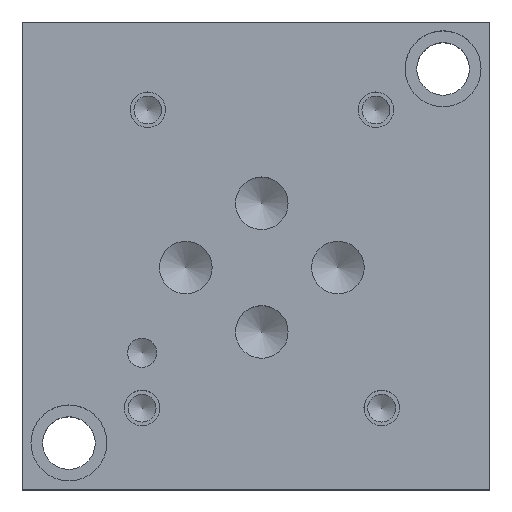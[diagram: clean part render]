
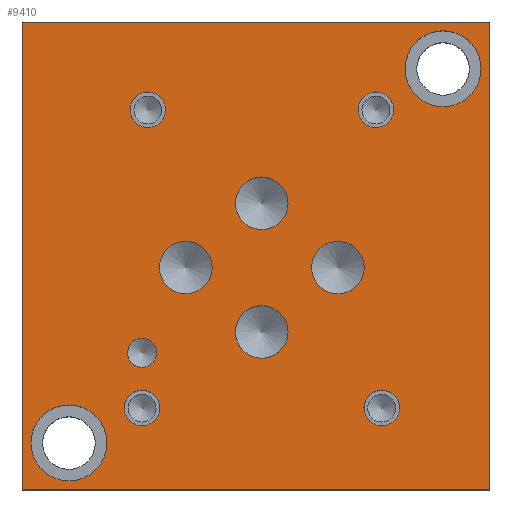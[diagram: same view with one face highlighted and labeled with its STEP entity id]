
A CAD part, top view. The second image highlights one B-rep face of the part: STEP entity #9410.
In plain terms, the highlighted planar face has unit normal (0, 0, 1).
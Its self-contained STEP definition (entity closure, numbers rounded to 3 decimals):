
#160=CIRCLE('',#9809,3.569);
#161=CIRCLE('',#9810,3.569);
#164=CIRCLE('',#9815,3.569);
#165=CIRCLE('',#9816,3.569);
#168=CIRCLE('',#9821,3.569);
#169=CIRCLE('',#9822,3.569);
#172=CIRCLE('',#9827,3.569);
#173=CIRCLE('',#9828,3.569);
#176=CIRCLE('',#9833,1.981);
#177=CIRCLE('',#9834,1.981);
#183=CIRCLE('',#9843,2.413);
#184=CIRCLE('',#9844,2.413);
#190=CIRCLE('',#9854,2.413);
#191=CIRCLE('',#9855,2.413);
#197=CIRCLE('',#9865,2.413);
#198=CIRCLE('',#9866,2.413);
#204=CIRCLE('',#9876,2.413);
#205=CIRCLE('',#9877,2.413);
#209=CIRCLE('',#9884,5.156);
#210=CIRCLE('',#9885,5.156);
#214=CIRCLE('',#9892,5.156);
#215=CIRCLE('',#9893,5.156);
#269=FACE_BOUND('',#1567,.T.);
#270=FACE_BOUND('',#1568,.T.);
#271=FACE_BOUND('',#1569,.T.);
#272=FACE_BOUND('',#1570,.T.);
#273=FACE_BOUND('',#1571,.T.);
#274=FACE_BOUND('',#1572,.T.);
#275=FACE_BOUND('',#1573,.T.);
#276=FACE_BOUND('',#1574,.T.);
#277=FACE_BOUND('',#1575,.T.);
#278=FACE_BOUND('',#1576,.T.);
#279=FACE_BOUND('',#1577,.T.);
#551=PLANE('',#9899);
#1032=FACE_OUTER_BOUND('',#1566,.T.);
#1566=EDGE_LOOP('',(#8371,#8372,#8373,#8374));
#1567=EDGE_LOOP('',(#8375,#8376));
#1568=EDGE_LOOP('',(#8377,#8378));
#1569=EDGE_LOOP('',(#8379,#8380));
#1570=EDGE_LOOP('',(#8381,#8382));
#1571=EDGE_LOOP('',(#8383,#8384));
#1572=EDGE_LOOP('',(#8385,#8386));
#1573=EDGE_LOOP('',(#8387,#8388));
#1574=EDGE_LOOP('',(#8389,#8390));
#1575=EDGE_LOOP('',(#8391,#8392));
#1576=EDGE_LOOP('',(#8393,#8394));
#1577=EDGE_LOOP('',(#8395,#8396));
#1873=LINE('',#14238,#2753);
#2454=LINE('',#16231,#3334);
#2456=LINE('',#16235,#3336);
#2458=LINE('',#16238,#3338);
#2753=VECTOR('',#10337,10.);
#3334=VECTOR('',#11718,10.);
#3336=VECTOR('',#11722,10.);
#3338=VECTOR('',#11726,10.);
#3969=VERTEX_POINT('',#14235);
#3970=VERTEX_POINT('',#14237);
#4438=VERTEX_POINT('',#16054);
#4439=VERTEX_POINT('',#16055);
#4443=VERTEX_POINT('',#16067);
#4444=VERTEX_POINT('',#16068);
#4448=VERTEX_POINT('',#16080);
#4449=VERTEX_POINT('',#16081);
#4453=VERTEX_POINT('',#16093);
#4454=VERTEX_POINT('',#16094);
#4458=VERTEX_POINT('',#16106);
#4459=VERTEX_POINT('',#16107);
#4466=VERTEX_POINT('',#16126);
#4467=VERTEX_POINT('',#16127);
#4474=VERTEX_POINT('',#16148);
#4475=VERTEX_POINT('',#16149);
#4482=VERTEX_POINT('',#16170);
#4483=VERTEX_POINT('',#16171);
#4490=VERTEX_POINT('',#16192);
#4491=VERTEX_POINT('',#16193);
#4495=VERTEX_POINT('',#16207);
#4496=VERTEX_POINT('',#16208);
#4500=VERTEX_POINT('',#16222);
#4501=VERTEX_POINT('',#16223);
#4502=VERTEX_POINT('',#16230);
#4503=VERTEX_POINT('',#16234);
#5022=EDGE_CURVE('',#3970,#3969,#1873,.T.);
#5718=EDGE_CURVE('',#4438,#4439,#160,.T.);
#5719=EDGE_CURVE('',#4439,#4438,#161,.T.);
#5724=EDGE_CURVE('',#4443,#4444,#164,.T.);
#5725=EDGE_CURVE('',#4444,#4443,#165,.T.);
#5730=EDGE_CURVE('',#4448,#4449,#168,.T.);
#5731=EDGE_CURVE('',#4449,#4448,#169,.T.);
#5736=EDGE_CURVE('',#4453,#4454,#172,.T.);
#5737=EDGE_CURVE('',#4454,#4453,#173,.T.);
#5742=EDGE_CURVE('',#4458,#4459,#176,.T.);
#5743=EDGE_CURVE('',#4459,#4458,#177,.T.);
#5751=EDGE_CURVE('',#4466,#4467,#183,.T.);
#5752=EDGE_CURVE('',#4467,#4466,#184,.T.);
#5761=EDGE_CURVE('',#4474,#4475,#190,.T.);
#5762=EDGE_CURVE('',#4475,#4474,#191,.T.);
#5771=EDGE_CURVE('',#4482,#4483,#197,.T.);
#5772=EDGE_CURVE('',#4483,#4482,#198,.T.);
#5781=EDGE_CURVE('',#4490,#4491,#204,.T.);
#5782=EDGE_CURVE('',#4491,#4490,#205,.T.);
#5788=EDGE_CURVE('',#4495,#4496,#209,.T.);
#5789=EDGE_CURVE('',#4496,#4495,#210,.T.);
#5795=EDGE_CURVE('',#4500,#4501,#214,.T.);
#5796=EDGE_CURVE('',#4501,#4500,#215,.T.);
#5799=EDGE_CURVE('',#4502,#3970,#2454,.T.);
#5801=EDGE_CURVE('',#4503,#4502,#2456,.T.);
#5803=EDGE_CURVE('',#3969,#4503,#2458,.T.);
#8371=ORIENTED_EDGE('',*,*,#5022,.T.);
#8372=ORIENTED_EDGE('',*,*,#5803,.T.);
#8373=ORIENTED_EDGE('',*,*,#5801,.T.);
#8374=ORIENTED_EDGE('',*,*,#5799,.T.);
#8375=ORIENTED_EDGE('',*,*,#5718,.T.);
#8376=ORIENTED_EDGE('',*,*,#5719,.T.);
#8377=ORIENTED_EDGE('',*,*,#5724,.T.);
#8378=ORIENTED_EDGE('',*,*,#5725,.T.);
#8379=ORIENTED_EDGE('',*,*,#5730,.T.);
#8380=ORIENTED_EDGE('',*,*,#5731,.T.);
#8381=ORIENTED_EDGE('',*,*,#5736,.T.);
#8382=ORIENTED_EDGE('',*,*,#5737,.T.);
#8383=ORIENTED_EDGE('',*,*,#5742,.T.);
#8384=ORIENTED_EDGE('',*,*,#5743,.T.);
#8385=ORIENTED_EDGE('',*,*,#5751,.T.);
#8386=ORIENTED_EDGE('',*,*,#5752,.T.);
#8387=ORIENTED_EDGE('',*,*,#5761,.T.);
#8388=ORIENTED_EDGE('',*,*,#5762,.T.);
#8389=ORIENTED_EDGE('',*,*,#5771,.T.);
#8390=ORIENTED_EDGE('',*,*,#5772,.T.);
#8391=ORIENTED_EDGE('',*,*,#5781,.T.);
#8392=ORIENTED_EDGE('',*,*,#5782,.T.);
#8393=ORIENTED_EDGE('',*,*,#5788,.T.);
#8394=ORIENTED_EDGE('',*,*,#5789,.T.);
#8395=ORIENTED_EDGE('',*,*,#5795,.T.);
#8396=ORIENTED_EDGE('',*,*,#5796,.T.);
#9410=ADVANCED_FACE('',(#1032,#269,#270,#271,#272,#273,#274,#275,#276,#277,
#278,#279),#551,.T.);
#9809=AXIS2_PLACEMENT_3D('',#16056,#11519,#11520);
#9810=AXIS2_PLACEMENT_3D('',#16057,#11521,#11522);
#9815=AXIS2_PLACEMENT_3D('',#16069,#11533,#11534);
#9816=AXIS2_PLACEMENT_3D('',#16070,#11535,#11536);
#9821=AXIS2_PLACEMENT_3D('',#16082,#11547,#11548);
#9822=AXIS2_PLACEMENT_3D('',#16083,#11549,#11550);
#9827=AXIS2_PLACEMENT_3D('',#16095,#11561,#11562);
#9828=AXIS2_PLACEMENT_3D('',#16096,#11563,#11564);
#9833=AXIS2_PLACEMENT_3D('',#16108,#11575,#11576);
#9834=AXIS2_PLACEMENT_3D('',#16109,#11577,#11578);
#9843=AXIS2_PLACEMENT_3D('',#16128,#11597,#11598);
#9844=AXIS2_PLACEMENT_3D('',#16129,#11599,#11600);
#9854=AXIS2_PLACEMENT_3D('',#16150,#11622,#11623);
#9855=AXIS2_PLACEMENT_3D('',#16151,#11624,#11625);
#9865=AXIS2_PLACEMENT_3D('',#16172,#11647,#11648);
#9866=AXIS2_PLACEMENT_3D('',#16173,#11649,#11650);
#9876=AXIS2_PLACEMENT_3D('',#16194,#11672,#11673);
#9877=AXIS2_PLACEMENT_3D('',#16195,#11674,#11675);
#9884=AXIS2_PLACEMENT_3D('',#16209,#11690,#11691);
#9885=AXIS2_PLACEMENT_3D('',#16210,#11692,#11693);
#9892=AXIS2_PLACEMENT_3D('',#16224,#11708,#11709);
#9893=AXIS2_PLACEMENT_3D('',#16225,#11710,#11711);
#9899=AXIS2_PLACEMENT_3D('',#16240,#11729,#11730);
#10337=DIRECTION('',(1.,0.,0.));
#11519=DIRECTION('center_axis',(0.,0.,-1.));
#11520=DIRECTION('ref_axis',(1.,0.,0.));
#11521=DIRECTION('center_axis',(0.,0.,-1.));
#11522=DIRECTION('ref_axis',(1.,0.,0.));
#11533=DIRECTION('center_axis',(0.,0.,-1.));
#11534=DIRECTION('ref_axis',(1.,0.,0.));
#11535=DIRECTION('center_axis',(0.,0.,-1.));
#11536=DIRECTION('ref_axis',(1.,0.,0.));
#11547=DIRECTION('center_axis',(0.,0.,-1.));
#11548=DIRECTION('ref_axis',(1.,0.,0.));
#11549=DIRECTION('center_axis',(0.,0.,-1.));
#11550=DIRECTION('ref_axis',(1.,0.,0.));
#11561=DIRECTION('center_axis',(0.,0.,-1.));
#11562=DIRECTION('ref_axis',(1.,0.,0.));
#11563=DIRECTION('center_axis',(0.,0.,-1.));
#11564=DIRECTION('ref_axis',(1.,0.,0.));
#11575=DIRECTION('center_axis',(0.,0.,-1.));
#11576=DIRECTION('ref_axis',(1.,0.,0.));
#11577=DIRECTION('center_axis',(0.,0.,-1.));
#11578=DIRECTION('ref_axis',(1.,0.,0.));
#11597=DIRECTION('center_axis',(0.,0.,-1.));
#11598=DIRECTION('ref_axis',(1.,0.,0.));
#11599=DIRECTION('center_axis',(0.,0.,-1.));
#11600=DIRECTION('ref_axis',(1.,0.,0.));
#11622=DIRECTION('center_axis',(0.,0.,-1.));
#11623=DIRECTION('ref_axis',(1.,0.,0.));
#11624=DIRECTION('center_axis',(0.,0.,-1.));
#11625=DIRECTION('ref_axis',(1.,0.,0.));
#11647=DIRECTION('center_axis',(0.,0.,-1.));
#11648=DIRECTION('ref_axis',(1.,0.,0.));
#11649=DIRECTION('center_axis',(0.,0.,-1.));
#11650=DIRECTION('ref_axis',(1.,0.,0.));
#11672=DIRECTION('center_axis',(0.,0.,-1.));
#11673=DIRECTION('ref_axis',(1.,0.,0.));
#11674=DIRECTION('center_axis',(0.,0.,-1.));
#11675=DIRECTION('ref_axis',(1.,0.,0.));
#11690=DIRECTION('center_axis',(0.,0.,-1.));
#11691=DIRECTION('ref_axis',(1.,0.,0.));
#11692=DIRECTION('center_axis',(0.,0.,-1.));
#11693=DIRECTION('ref_axis',(1.,0.,0.));
#11708=DIRECTION('center_axis',(0.,0.,-1.));
#11709=DIRECTION('ref_axis',(1.,0.,0.));
#11710=DIRECTION('center_axis',(0.,0.,-1.));
#11711=DIRECTION('ref_axis',(1.,0.,0.));
#11718=DIRECTION('',(0.,-1.,0.));
#11722=DIRECTION('',(-1.,0.,0.));
#11726=DIRECTION('',(0.,1.,0.));
#11729=DIRECTION('center_axis',(0.,0.,1.));
#11730=DIRECTION('ref_axis',(1.,0.,0.));
#14235=CARTESIAN_POINT('',(63.5,0.,25.4));
#14237=CARTESIAN_POINT('',(0.,0.,25.4));
#14238=CARTESIAN_POINT('',(0.,0.,25.4));
#16054=CARTESIAN_POINT('',(36.106,38.887,25.4));
#16055=CARTESIAN_POINT('',(28.969,38.887,25.4));
#16056=CARTESIAN_POINT('Origin',(32.537,38.887,25.4));
#16057=CARTESIAN_POINT('Origin',(32.537,38.887,25.4));
#16067=CARTESIAN_POINT('',(25.794,30.15,25.4));
#16068=CARTESIAN_POINT('',(18.656,30.15,25.4));
#16069=CARTESIAN_POINT('Origin',(22.225,30.15,25.4));
#16070=CARTESIAN_POINT('Origin',(22.225,30.15,25.4));
#16080=CARTESIAN_POINT('',(46.444,30.15,25.4));
#16081=CARTESIAN_POINT('',(39.307,30.15,25.4));
#16082=CARTESIAN_POINT('Origin',(42.875,30.15,25.4));
#16083=CARTESIAN_POINT('Origin',(42.875,30.15,25.4));
#16093=CARTESIAN_POINT('',(36.106,21.412,25.4));
#16094=CARTESIAN_POINT('',(28.969,21.412,25.4));
#16095=CARTESIAN_POINT('Origin',(32.537,21.412,25.4));
#16096=CARTESIAN_POINT('Origin',(32.537,21.412,25.4));
#16106=CARTESIAN_POINT('',(18.263,18.593,25.4));
#16107=CARTESIAN_POINT('',(14.3,18.593,25.4));
#16108=CARTESIAN_POINT('Origin',(16.281,18.593,25.4));
#16109=CARTESIAN_POINT('Origin',(16.281,18.593,25.4));
#16126=CARTESIAN_POINT('',(51.232,11.1,25.4));
#16127=CARTESIAN_POINT('',(46.406,11.1,25.4));
#16128=CARTESIAN_POINT('Origin',(48.819,11.1,25.4));
#16129=CARTESIAN_POINT('Origin',(48.819,11.1,25.4));
#16148=CARTESIAN_POINT('',(19.482,51.587,25.4));
#16149=CARTESIAN_POINT('',(14.656,51.587,25.4));
#16150=CARTESIAN_POINT('Origin',(17.069,51.587,25.4));
#16151=CARTESIAN_POINT('Origin',(17.069,51.587,25.4));
#16170=CARTESIAN_POINT('',(50.444,51.587,25.4));
#16171=CARTESIAN_POINT('',(45.618,51.587,25.4));
#16172=CARTESIAN_POINT('Origin',(48.031,51.587,25.4));
#16173=CARTESIAN_POINT('Origin',(48.031,51.587,25.4));
#16192=CARTESIAN_POINT('',(18.694,11.1,25.4));
#16193=CARTESIAN_POINT('',(13.868,11.1,25.4));
#16194=CARTESIAN_POINT('Origin',(16.281,11.1,25.4));
#16195=CARTESIAN_POINT('Origin',(16.281,11.1,25.4));
#16207=CARTESIAN_POINT('',(62.306,57.15,25.4));
#16208=CARTESIAN_POINT('',(51.994,57.15,25.4));
#16209=CARTESIAN_POINT('Origin',(57.15,57.15,25.4));
#16210=CARTESIAN_POINT('Origin',(57.15,57.15,25.4));
#16222=CARTESIAN_POINT('',(11.506,6.35,25.4));
#16223=CARTESIAN_POINT('',(1.194,6.35,25.4));
#16224=CARTESIAN_POINT('Origin',(6.35,6.35,25.4));
#16225=CARTESIAN_POINT('Origin',(6.35,6.35,25.4));
#16230=CARTESIAN_POINT('',(0.,63.5,25.4));
#16231=CARTESIAN_POINT('',(0.,63.5,25.4));
#16234=CARTESIAN_POINT('',(63.5,63.5,25.4));
#16235=CARTESIAN_POINT('',(63.5,63.5,25.4));
#16238=CARTESIAN_POINT('',(63.5,0.,25.4));
#16240=CARTESIAN_POINT('Origin',(31.75,31.75,25.4));
